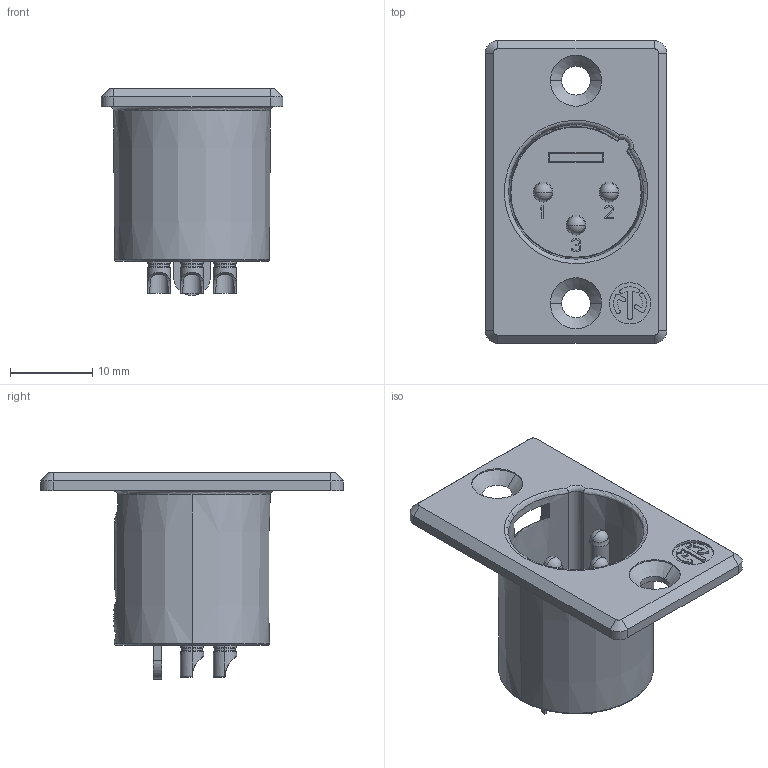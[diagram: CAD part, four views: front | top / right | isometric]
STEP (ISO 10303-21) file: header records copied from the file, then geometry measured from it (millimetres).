
FILE_DESCRIPTION((''),'2;1');
FILE_NAME('NC3MP','2019-05-10T',('odo'),(''),'CREO PARAMETRIC BY PTC INC, 2018360','CREO PARAMETRIC BY PTC INC, 2018360','');
FILE_SCHEMA(('CONFIG_CONTROL_DESIGN'));
Length unit declared in the file: millimetre
Products named in the file (1): NC3MP
Bounding box: 22 x 36.7 x 25.05 mm (x, y, z)
Volume: 3978.2 mm3; surface area: 4230.6 mm2
Topology: 1 solids, 1 shells, 1297 faces, 3416 edges, 2145 vertices
Faces by surface type: plane 988, cylinder 243, cone 51, sphere 8, torus 7
Entity records: 39832 total; most frequent: CARTESIAN_POINT 7343, ORIENTED_EDGE 6808, DIRECTION 6771, EDGE_CURVE 3404, VECTOR 2499, LINE 2499, VERTEX_POINT 2145, AXIS2_PLACEMENT_3D 2136
